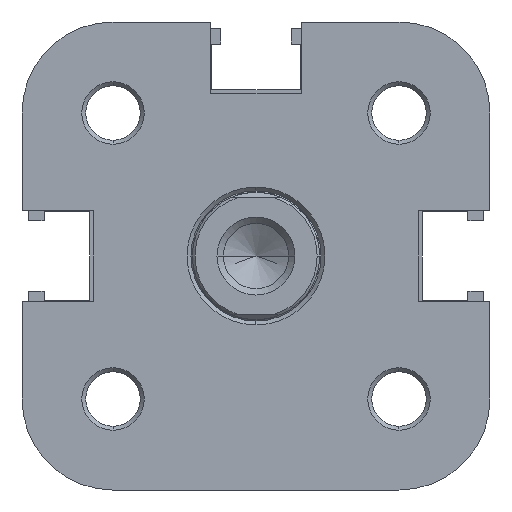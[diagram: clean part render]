
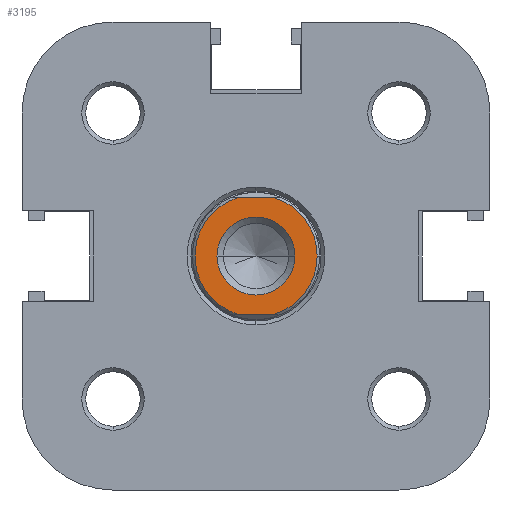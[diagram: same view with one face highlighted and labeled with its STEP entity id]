
A CAD part, left-side view. The second image highlights one B-rep face of the part: STEP entity #3195.
In plain terms, the highlighted face is planar.
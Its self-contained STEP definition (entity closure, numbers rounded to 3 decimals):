
#25 = VERTEX_POINT ( 'NONE', #375 ) ;
#28 = VERTEX_POINT ( 'NONE', #372 ) ;
#40 = VERTEX_POINT ( 'NONE', #387 ) ;
#46 = VERTEX_POINT ( 'NONE', #393 ) ;
#61 = VERTEX_POINT ( 'NONE', #408 ) ;
#68 = VERTEX_POINT ( 'NONE', #415 ) ;
#77 = VERTEX_POINT ( 'NONE', #424 ) ;
#372 = CARTESIAN_POINT ( 'NONE',  ( 209., 4.5, -1.356 ) ) ;
#375 = CARTESIAN_POINT ( 'NONE',  ( 209., 0., -4.7 ) ) ;
#387 = CARTESIAN_POINT ( 'NONE',  ( 209., -4.5, -1.356 ) ) ;
#393 = CARTESIAN_POINT ( 'NONE',  ( 209., 4.5, 1.356 ) ) ;
#408 = CARTESIAN_POINT ( 'NONE',  ( 209., 0., 3. ) ) ;
#415 = CARTESIAN_POINT ( 'NONE',  ( 209., 0., -3. ) ) ;
#424 = CARTESIAN_POINT ( 'NONE',  ( 209., -4.5, 1.356 ) ) ;
#711 = CARTESIAN_POINT ( 'NONE',  ( 209., 4.5, -10. ) ) ;
#715 = CARTESIAN_POINT ( 'NONE',  ( 209., -4.5, -10. ) ) ;
#716 = DIRECTION ( 'NONE',  ( 0., 0., 1. ) ) ;
#717 = CARTESIAN_POINT ( 'NONE',  ( 209., 0., 0. ) ) ;
#718 = DIRECTION ( 'NONE',  ( 1., 0., 0. ) ) ;
#719 = DIRECTION ( 'NONE',  ( 0., 0., -1. ) ) ;
#728 = DIRECTION ( 'NONE',  ( 0., 0., 1. ) ) ;
#734 = CARTESIAN_POINT ( 'NONE',  ( 209., 0., 0. ) ) ;
#735 = DIRECTION ( 'NONE',  ( -1., 0., 0. ) ) ;
#736 = DIRECTION ( 'NONE',  ( 0., 0., -1. ) ) ;
#763 = CARTESIAN_POINT ( 'NONE',  ( 209., 0., 0. ) ) ;
#766 = DIRECTION ( 'NONE',  ( -1., 0., 0. ) ) ;
#767 = DIRECTION ( 'NONE',  ( 0., 0., -1. ) ) ;
#915 = CARTESIAN_POINT ( 'NONE',  ( 209., 0., 0. ) ) ;
#922 = DIRECTION ( 'NONE',  ( 1., 0., 0. ) ) ;
#923 = DIRECTION ( 'NONE',  ( 0., 0., -1. ) ) ;
#954 = CARTESIAN_POINT ( 'NONE',  ( 209., 0., 0. ) ) ;
#960 = DIRECTION ( 'NONE',  ( -1., 0., 0. ) ) ;
#961 = DIRECTION ( 'NONE',  ( 0., 0., -1. ) ) ;
#1304 = EDGE_LOOP ( 'NONE', ( #2279, #2290 ) ) ;
#1306 = EDGE_LOOP ( 'NONE', ( #2242, #2304, #2259, #2281, #2253 ) ) ;
#1461 = EDGE_CURVE ( 'NONE', #28, #46, #2436, .T. ) ;
#1462 = EDGE_CURVE ( 'NONE', #61, #68, #5635, .T. ) ;
#1465 = EDGE_CURVE ( 'NONE', #40, #77, #5636, .T. ) ;
#1468 = EDGE_CURVE ( 'NONE', #77, #46, #5641, .T. ) ;
#1478 = EDGE_CURVE ( 'NONE', #25, #40, #5653, .T. ) ;
#1536 = EDGE_CURVE ( 'NONE', #68, #61, #5729, .T. ) ;
#1551 = EDGE_CURVE ( 'NONE', #28, #25, #5749, .T. ) ;
#1706 = AXIS2_PLACEMENT_3D ( 'NONE', #717, #718, #719 ) ;
#1707 = AXIS2_PLACEMENT_3D ( 'NONE', #734, #735, #736 ) ;
#1717 = AXIS2_PLACEMENT_3D ( 'NONE', #763, #766, #767 ) ;
#1739 = AXIS2_PLACEMENT_3D ( 'NONE', #915, #922, #923 ) ;
#1746 = AXIS2_PLACEMENT_3D ( 'NONE', #954, #960, #961 ) ;
#1991 = AXIS2_PLACEMENT_3D ( 'NONE', #4013, #4020, #4021 ) ;
#2242 = ORIENTED_EDGE ( 'NONE', *, *, #1461, .T. ) ;
#2253 = ORIENTED_EDGE ( 'NONE', *, *, #1551, .F. ) ;
#2259 = ORIENTED_EDGE ( 'NONE', *, *, #1465, .F. ) ;
#2279 = ORIENTED_EDGE ( 'NONE', *, *, #1462, .F. ) ;
#2281 = ORIENTED_EDGE ( 'NONE', *, *, #1478, .F. ) ;
#2290 = ORIENTED_EDGE ( 'NONE', *, *, #1536, .F. ) ;
#2304 = ORIENTED_EDGE ( 'NONE', *, *, #1468, .F. ) ;
#2436 = LINE ( 'NONE', #711, #5633 ) ;
#3195 = ADVANCED_FACE ( 'NONE', ( #4518, #4514 ), #4019, .F. ) ;
#4013 = CARTESIAN_POINT ( 'NONE',  ( 209., 0., 0. ) ) ;
#4019 = PLANE ( 'NONE',  #1991 ) ;
#4020 = DIRECTION ( 'NONE',  ( -1., 0., 0. ) ) ;
#4021 = DIRECTION ( 'NONE',  ( 0., 0., -1. ) ) ;
#4514 = FACE_OUTER_BOUND ( 'NONE', #1306, .T. ) ;
#4518 = FACE_BOUND ( 'NONE', #1304, .T. ) ;
#5633 = VECTOR ( 'NONE', #716, 1000. ) ;
#5634 = VECTOR ( 'NONE', #728, 1000. ) ;
#5635 = CIRCLE ( 'NONE', #1706, 3. ) ;
#5636 = LINE ( 'NONE', #715, #5634 ) ;
#5641 = CIRCLE ( 'NONE', #1707, 4.7 ) ;
#5653 = CIRCLE ( 'NONE', #1717, 4.7 ) ;
#5729 = CIRCLE ( 'NONE', #1739, 3. ) ;
#5749 = CIRCLE ( 'NONE', #1746, 4.7 ) ;
